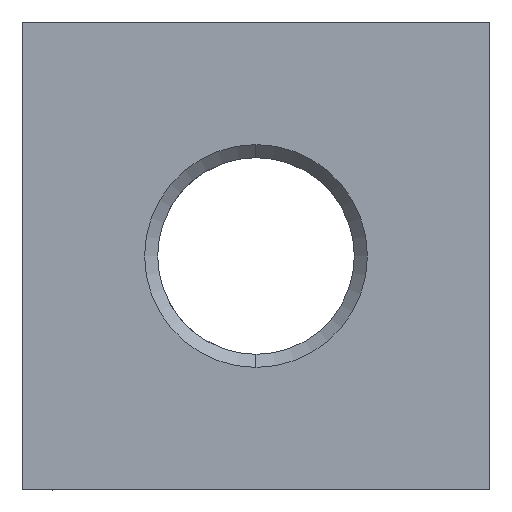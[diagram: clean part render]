
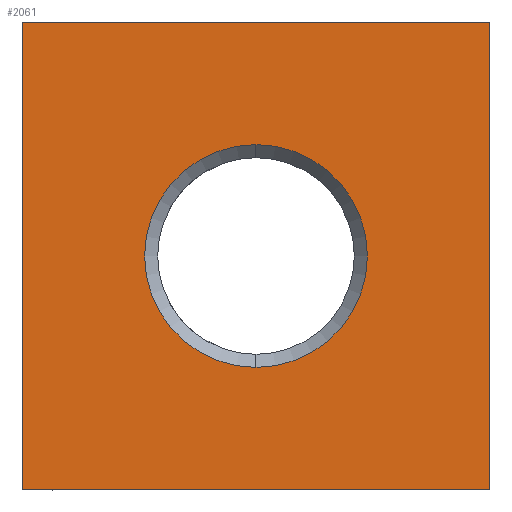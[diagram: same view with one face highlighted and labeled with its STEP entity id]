
A CAD part, left-side view. The second image highlights one B-rep face of the part: STEP entity #2061.
In plain terms, the highlighted planar face has unit normal (-1, 0, 0).
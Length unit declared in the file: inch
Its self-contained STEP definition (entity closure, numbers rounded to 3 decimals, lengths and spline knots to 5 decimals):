
#25 = AXIS2_PLACEMENT_3D ( 'NONE', #2761, #2302, #369 ) ;
#31 = CARTESIAN_POINT ( 'NONE',  ( -8.25, 0., 0.2975 ) ) ;
#46 = AXIS2_PLACEMENT_3D ( 'NONE', #2372, #1743, #901 ) ;
#97 = VECTOR ( 'NONE', #1491, 39.37008 ) ;
#129 = CARTESIAN_POINT ( 'NONE',  ( -8.25, -0.625, -0.625 ) ) ;
#167 = CARTESIAN_POINT ( 'NONE',  ( -8.25, -0.625, -0.625 ) ) ;
#191 = EDGE_LOOP ( 'NONE', ( #903, #2466, #1015, #508 ) ) ;
#213 = VERTEX_POINT ( 'NONE', #31 ) ;
#362 = PLANE ( 'NONE',  #25 ) ;
#369 = DIRECTION ( 'NONE',  ( 0., 0., 1. ) ) ;
#382 = CARTESIAN_POINT ( 'NONE',  ( -8.25, -0.625, 0.625 ) ) ;
#490 = EDGE_CURVE ( 'NONE', #2531, #1920, #765, .T. ) ;
#508 = ORIENTED_EDGE ( 'NONE', *, *, #1446, .F. ) ;
#728 = CARTESIAN_POINT ( 'NONE',  ( -8.25, 0.625, 0.625 ) ) ;
#765 = LINE ( 'NONE', #382, #1071 ) ;
#890 = VECTOR ( 'NONE', #1254, 39.37008 ) ;
#901 = DIRECTION ( 'NONE',  ( 0., 0., 1. ) ) ;
#903 = ORIENTED_EDGE ( 'NONE', *, *, #490, .F. ) ;
#992 = CIRCLE ( 'NONE', #2592, 0.2975 ) ;
#1015 = ORIENTED_EDGE ( 'NONE', *, *, #2244, .F. ) ;
#1050 = VERTEX_POINT ( 'NONE', #1269 ) ;
#1059 = LINE ( 'NONE', #728, #1120 ) ;
#1071 = VECTOR ( 'NONE', #2097, 39.37008 ) ;
#1120 = VECTOR ( 'NONE', #2468, 39.37008 ) ;
#1254 = DIRECTION ( 'NONE',  ( 0., 1., 0. ) ) ;
#1269 = CARTESIAN_POINT ( 'NONE',  ( -8.25, 0.625, 0.625 ) ) ;
#1314 = VERTEX_POINT ( 'NONE', #1957 ) ;
#1343 = CARTESIAN_POINT ( 'NONE',  ( -8.25, -0.625, 0.625 ) ) ;
#1446 = EDGE_CURVE ( 'NONE', #1920, #1811, #2423, .T. ) ;
#1491 = DIRECTION ( 'NONE',  ( 0., 0., 1. ) ) ;
#1557 = CARTESIAN_POINT ( 'NONE',  ( -8.25, 0.625, -0.625 ) ) ;
#1567 = EDGE_CURVE ( 'NONE', #1314, #213, #2495, .T. ) ;
#1743 = DIRECTION ( 'NONE',  ( 1., 0., 0. ) ) ;
#1811 = VERTEX_POINT ( 'NONE', #1557 ) ;
#1911 = CARTESIAN_POINT ( 'NONE',  ( -8.25, 0.625, -0.625 ) ) ;
#1920 = VERTEX_POINT ( 'NONE', #129 ) ;
#1957 = CARTESIAN_POINT ( 'NONE',  ( -8.25, 0., -0.2975 ) ) ;
#2056 = FACE_BOUND ( 'NONE', #2331, .T. ) ;
#2061 = ADVANCED_FACE ( 'NONE', ( #2056, #2325 ), #362, .T. ) ;
#2093 = DIRECTION ( 'NONE',  ( 1., 0., 0. ) ) ;
#2097 = DIRECTION ( 'NONE',  ( 0., 0., -1. ) ) ;
#2102 = EDGE_CURVE ( 'NONE', #213, #1314, #992, .T. ) ;
#2180 = LINE ( 'NONE', #1911, #97 ) ;
#2238 = ORIENTED_EDGE ( 'NONE', *, *, #2102, .T. ) ;
#2244 = EDGE_CURVE ( 'NONE', #1811, #1050, #2180, .T. ) ;
#2302 = DIRECTION ( 'NONE',  ( -1., 0., 0. ) ) ;
#2325 = FACE_OUTER_BOUND ( 'NONE', #191, .T. ) ;
#2331 = EDGE_LOOP ( 'NONE', ( #2238, #2426 ) ) ;
#2372 = CARTESIAN_POINT ( 'NONE',  ( -8.25, 0., 0. ) ) ;
#2423 = LINE ( 'NONE', #167, #890 ) ;
#2426 = ORIENTED_EDGE ( 'NONE', *, *, #1567, .T. ) ;
#2466 = ORIENTED_EDGE ( 'NONE', *, *, #2759, .F. ) ;
#2468 = DIRECTION ( 'NONE',  ( 0., -1., 0. ) ) ;
#2495 = CIRCLE ( 'NONE', #46, 0.2975 ) ;
#2515 = DIRECTION ( 'NONE',  ( 0., 0., 1. ) ) ;
#2531 = VERTEX_POINT ( 'NONE', #1343 ) ;
#2592 = AXIS2_PLACEMENT_3D ( 'NONE', #2746, #2093, #2515 ) ;
#2746 = CARTESIAN_POINT ( 'NONE',  ( -8.25, 0., 0. ) ) ;
#2759 = EDGE_CURVE ( 'NONE', #1050, #2531, #1059, .T. ) ;
#2761 = CARTESIAN_POINT ( 'NONE',  ( -8.25, -0.625, 0.625 ) ) ;
